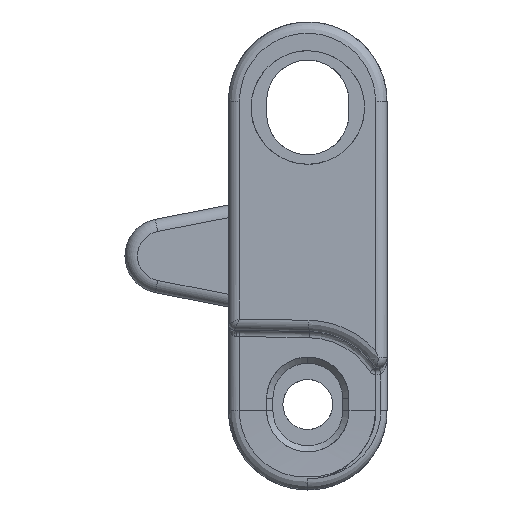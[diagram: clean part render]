
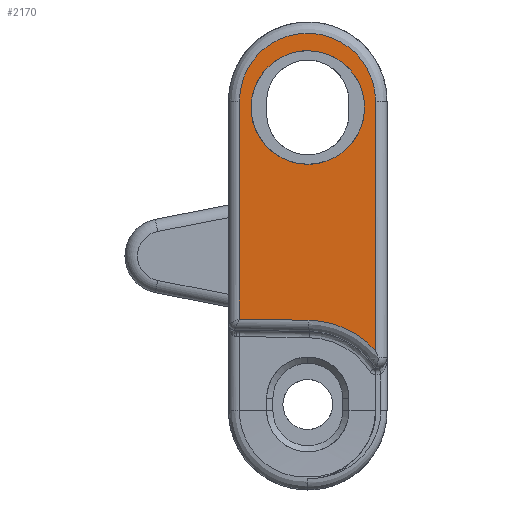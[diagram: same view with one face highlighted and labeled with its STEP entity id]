
A CAD part, left-side view. The second image highlights one B-rep face of the part: STEP entity #2170.
In plain terms, the highlighted planar face has unit normal (-0.999, 0.035, 0).
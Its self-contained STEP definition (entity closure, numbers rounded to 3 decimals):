
#758 = VERTEX_POINT ( 'NONE', #30590 ) ;
#776 = CARTESIAN_POINT ( 'NONE',  ( -56.932, -6.447, -5.151 ) ) ;
#995 = CARTESIAN_POINT ( 'NONE',  ( -57.004, -8.508, -5.187 ) ) ;
#1683 = VECTOR ( 'NONE', #30733, 1000. ) ;
#2103 = EDGE_CURVE ( 'NONE', #758, #3751, #7708, .T. ) ;
#2170 = ADVANCED_FACE ( 'NONE', ( #41710, #5719 ), #31789, .T. ) ;
#2585 = EDGE_CURVE ( 'NONE', #13778, #25637, #12938, .T. ) ;
#2924 = CARTESIAN_POINT ( 'NONE',  ( -56.737, -0.869, -5.054 ) ) ;
#3751 = VERTEX_POINT ( 'NONE', #2924 ) ;
#4624 = EDGE_CURVE ( 'NONE', #16790, #11813, #14845, .T. ) ;
#5623 = CARTESIAN_POINT ( 'NONE',  ( -56.928, -6.35, 16.45 ) ) ;
#5719 = FACE_BOUND ( 'NONE', #22170, .T. ) ;
#5804 = CARTESIAN_POINT ( 'NONE',  ( -56.928, -6.35, 7.35 ) ) ;
#7606 =( BOUNDED_CURVE ( )  B_SPLINE_CURVE ( 3, ( #17284, #14463, #995, #776 ),
 .UNSPECIFIED., .F., .T. ) 
 B_SPLINE_CURVE_WITH_KNOTS ( ( 4, 4 ),
 ( 3.877, 4.695 ),
 .UNSPECIFIED. ) 
 CURVE ( )  GEOMETRIC_REPRESENTATION_ITEM ( )  RATIONAL_B_SPLINE_CURVE ( ( 1., 0.945, 0.945, 1. ) ) 
 REPRESENTATION_ITEM ( '' )  );
#7708 = LINE ( 'NONE', #20949, #27444 ) ;
#8134 = DIRECTION ( 'NONE',  ( 0.035, 0.999, 0.017 ) ) ;
#8155 = CARTESIAN_POINT ( 'NONE',  ( -57.117, -11.769, 18.8 ) ) ;
#8993 = DIRECTION ( 'NONE',  ( -0.999, 0.035, 0. ) ) ;
#9928 = ORIENTED_EDGE ( 'NONE', *, *, #2585, .F. ) ;
#11586 = EDGE_CURVE ( 'NONE', #21827, #3751, #28076, .T. ) ;
#11813 = VERTEX_POINT ( 'NONE', #42930 ) ;
#12027 = CARTESIAN_POINT ( 'NONE',  ( -57.15, -12.7, 21. ) ) ;
#12938 = LINE ( 'NONE', #8155, #1683 ) ;
#13778 = VERTEX_POINT ( 'NONE', #22324 ) ;
#14430 = CARTESIAN_POINT ( 'NONE',  ( -56.737, -0.869, 12.4 ) ) ;
#14463 = CARTESIAN_POINT ( 'NONE',  ( -57.069, -10.385, -6.04 ) ) ;
#14845 =( BOUNDED_CURVE ( )  B_SPLINE_CURVE ( 3, ( #26400, #35517, #15791, #5804 ),
 .UNSPECIFIED., .F., .T. ) 
 B_SPLINE_CURVE_WITH_KNOTS ( ( 4, 4 ),
 ( 1.571, 4.712 ),
 .UNSPECIFIED. ) 
 CURVE ( )  GEOMETRIC_REPRESENTATION_ITEM ( )  RATIONAL_B_SPLINE_CURVE ( ( 1., 0.333, 0.333, 1. ) ) 
 REPRESENTATION_ITEM ( '' )  );
#14910 = ORIENTED_EDGE ( 'NONE', *, *, #27477, .F. ) ;
#15791 = CARTESIAN_POINT ( 'NONE',  ( -57.246, -15.45, 7.35 ) ) ;
#16790 = VERTEX_POINT ( 'NONE', #5623 ) ;
#17284 = CARTESIAN_POINT ( 'NONE',  ( -57.117, -11.769, -7.568 ) ) ;
#18540 = VECTOR ( 'NONE', #27428, 1000. ) ;
#18761 = EDGE_CURVE ( 'NONE', #25637, #758, #7606, .T. ) ;
#19211 =( BOUNDED_CURVE ( )  B_SPLINE_CURVE ( 3, ( #42273, #19330, #23800, #22361 ),
 .UNSPECIFIED., .F., .T. ) 
 B_SPLINE_CURVE_WITH_KNOTS ( ( 4, 4 ),
 ( 4.712, 7.854 ),
 .UNSPECIFIED. ) 
 CURVE ( )  GEOMETRIC_REPRESENTATION_ITEM ( )  RATIONAL_B_SPLINE_CURVE ( ( 1., 0.333, 0.333, 1. ) ) 
 REPRESENTATION_ITEM ( '' )  );
#19330 = CARTESIAN_POINT ( 'NONE',  ( -56.61, 2.75, 7.35 ) ) ;
#20949 = CARTESIAN_POINT ( 'NONE',  ( -57.134, -12.242, -5.252 ) ) ;
#21006 = CARTESIAN_POINT ( 'NONE',  ( -56.737, -0.869, 23.3 ) ) ;
#21827 = VERTEX_POINT ( 'NONE', #14430 ) ;
#22170 = EDGE_LOOP ( 'NONE', ( #23828, #22679 ) ) ;
#22226 = DIRECTION ( 'NONE',  ( -0.035, -0.999, 0. ) ) ;
#22297 = CARTESIAN_POINT ( 'NONE',  ( -57.117, -11.769, -7.568 ) ) ;
#22324 = CARTESIAN_POINT ( 'NONE',  ( -57.117, -11.769, 12.4 ) ) ;
#22361 = CARTESIAN_POINT ( 'NONE',  ( -56.928, -6.35, 16.45 ) ) ;
#22679 = ORIENTED_EDGE ( 'NONE', *, *, #4624, .T. ) ;
#23800 = CARTESIAN_POINT ( 'NONE',  ( -56.61, 2.75, 16.45 ) ) ;
#23828 = ORIENTED_EDGE ( 'NONE', *, *, #31667, .T. ) ;
#24265 = CARTESIAN_POINT ( 'NONE',  ( -57.117, -11.769, 12.4 ) ) ;
#25637 = VERTEX_POINT ( 'NONE', #22297 ) ;
#26400 = CARTESIAN_POINT ( 'NONE',  ( -56.928, -6.35, 16.45 ) ) ;
#27428 = DIRECTION ( 'NONE',  ( 0., 0., -1. ) ) ;
#27444 = VECTOR ( 'NONE', #8134, 1000. ) ;
#27477 = EDGE_CURVE ( 'NONE', #21827, #13778, #29975, .T. ) ;
#28076 = LINE ( 'NONE', #37373, #18540 ) ;
#29975 =( BOUNDED_CURVE ( )  B_SPLINE_CURVE ( 3, ( #37682, #21006, #38476, #24265 ),
 .UNSPECIFIED., .F., .T. ) 
 B_SPLINE_CURVE_WITH_KNOTS ( ( 4, 4 ),
 ( 0., 3.142 ),
 .UNSPECIFIED. ) 
 CURVE ( )  GEOMETRIC_REPRESENTATION_ITEM ( )  RATIONAL_B_SPLINE_CURVE ( ( 1., 0.333, 0.333, 1. ) ) 
 REPRESENTATION_ITEM ( '' )  );
#30590 = CARTESIAN_POINT ( 'NONE',  ( -56.932, -6.447, -5.151 ) ) ;
#30733 = DIRECTION ( 'NONE',  ( 0., 0., -1. ) ) ;
#31541 = ORIENTED_EDGE ( 'NONE', *, *, #11586, .T. ) ;
#31667 = EDGE_CURVE ( 'NONE', #11813, #16790, #19211, .T. ) ;
#31789 = PLANE ( 'NONE',  #36990 ) ;
#35517 = CARTESIAN_POINT ( 'NONE',  ( -57.246, -15.45, 16.45 ) ) ;
#36990 = AXIS2_PLACEMENT_3D ( 'NONE', #12027, #8993, #22226 ) ;
#37373 = CARTESIAN_POINT ( 'NONE',  ( -56.737, -0.869, 18.8 ) ) ;
#37682 = CARTESIAN_POINT ( 'NONE',  ( -56.737, -0.869, 12.4 ) ) ;
#37832 = EDGE_LOOP ( 'NONE', ( #31541, #38822, #42008, #9928, #14910 ) ) ;
#38476 = CARTESIAN_POINT ( 'NONE',  ( -57.117, -11.769, 23.3 ) ) ;
#38822 = ORIENTED_EDGE ( 'NONE', *, *, #2103, .F. ) ;
#41710 = FACE_OUTER_BOUND ( 'NONE', #37832, .T. ) ;
#42008 = ORIENTED_EDGE ( 'NONE', *, *, #18761, .F. ) ;
#42273 = CARTESIAN_POINT ( 'NONE',  ( -56.928, -6.35, 7.35 ) ) ;
#42930 = CARTESIAN_POINT ( 'NONE',  ( -56.928, -6.35, 7.35 ) ) ;
